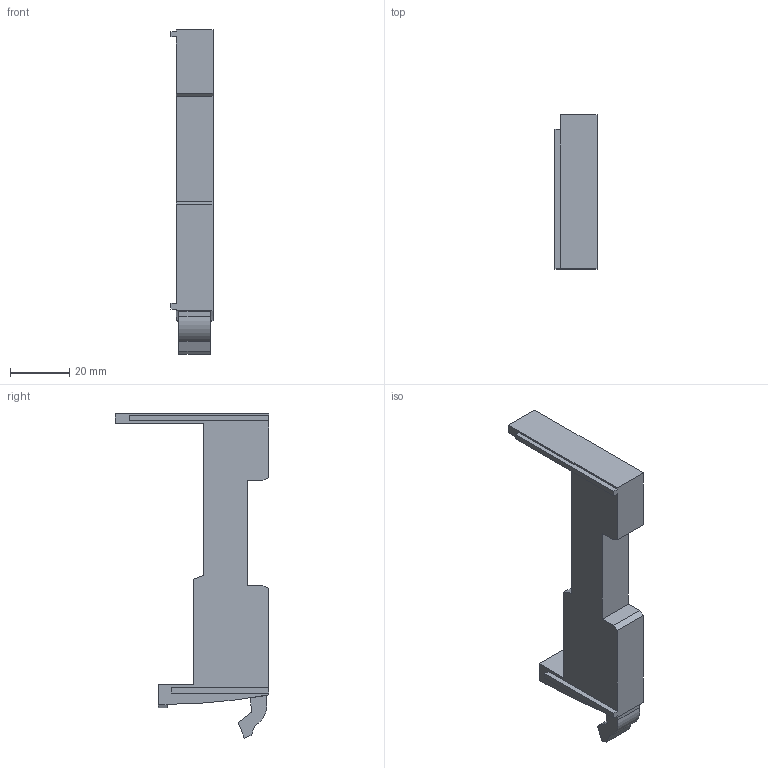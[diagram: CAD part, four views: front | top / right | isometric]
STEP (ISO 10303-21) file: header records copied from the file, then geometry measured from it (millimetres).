
FILE_DESCRIPTION((''),'2;1');
FILE_NAME('IO-BUSMOD-VOL_ASM','2005-10-06T',('hawe1au'),('ISICAD-RAND'),'PRO/ENGINEER BY PARAMETRIC TECHNOLOGY CORPORATION, 2005030','PRO/ENGINEER BY PARAMETRIC TECHNOLOGY CORPORATION, 2005030','');
FILE_SCHEMA(('CONFIG_CONTROL_DESIGN'));
Length unit declared in the file: millimetre
Products named in the file (1): IO-BUSMOD-VOL_ASM
Bounding box: 14.2 x 52 x 109.63 mm (x, y, z)
Volume: 28408 mm3; surface area: 9492.2 mm2
Topology: 2 solids, 2 shells, 39 faces, 105 edges, 70 vertices
Faces by surface type: plane 36, cylinder 3
Entity records: 1241 total; most frequent: CARTESIAN_POINT 214, ORIENTED_EDGE 210, DIRECTION 189, EDGE_CURVE 105, VECTOR 99, LINE 99, VERTEX_POINT 70, AXIS2_PLACEMENT_3D 45
